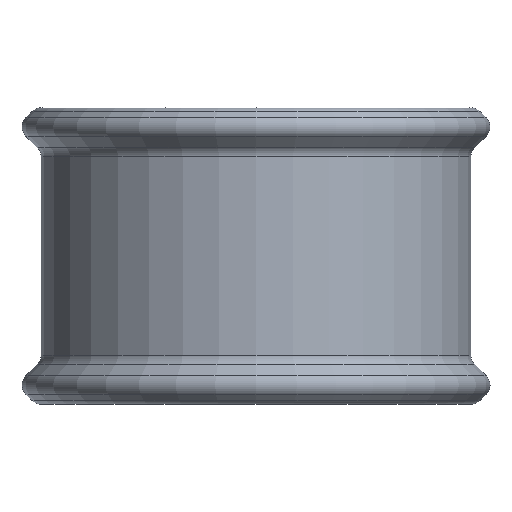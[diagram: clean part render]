
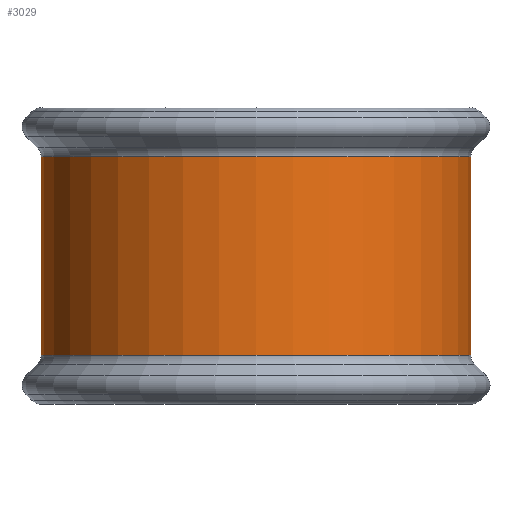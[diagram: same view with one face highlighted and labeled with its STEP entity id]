
A CAD part, front view. The second image highlights one B-rep face of the part: STEP entity #3029.
In plain terms, the highlighted cylindrical face has radius 12.509 mm (diameter 25.019 mm), a partial arc.
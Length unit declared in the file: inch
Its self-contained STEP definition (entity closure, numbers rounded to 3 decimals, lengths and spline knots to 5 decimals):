
#257 = DIRECTION ( 'NONE',  ( -1., 0., 0. ) ) ;
#645 = LINE ( 'NONE', #3915, #5493 ) ;
#783 = ORIENTED_EDGE ( 'NONE', *, *, #2445, .T. ) ;
#804 = EDGE_CURVE ( 'NONE', #5563, #2497, #1578, .T. ) ;
#850 = CARTESIAN_POINT ( 'NONE',  ( 0.4375, -0.4135, -0.22729 ) ) ;
#873 = DIRECTION ( 'NONE',  ( -1., 0., 0. ) ) ;
#1016 = VECTOR ( 'NONE', #5088, 39.37008 ) ;
#1095 = DIRECTION ( 'NONE',  ( 0., 0., 1. ) ) ;
#1324 = DIRECTION ( 'NONE',  ( 0., 0., -1. ) ) ;
#1578 = LINE ( 'NONE', #4605, #1016 ) ;
#1706 = EDGE_CURVE ( 'NONE', #2396, #2497, #5886, .T. ) ;
#1920 = DIRECTION ( 'NONE',  ( 0., 0., -1. ) ) ;
#2201 = VERTEX_POINT ( 'NONE', #850 ) ;
#2396 = VERTEX_POINT ( 'NONE', #2807 ) ;
#2445 = EDGE_CURVE ( 'NONE', #2201, #2396, #645, .T. ) ;
#2497 = VERTEX_POINT ( 'NONE', #2989 ) ;
#2616 = AXIS2_PLACEMENT_3D ( 'NONE', #5878, #3053, #257 ) ;
#2807 = CARTESIAN_POINT ( 'NONE',  ( 0.4375, -0.4135, 0.22729 ) ) ;
#2831 = EDGE_LOOP ( 'NONE', ( #783, #4313, #4010, #3750 ) ) ;
#2989 = CARTESIAN_POINT ( 'NONE',  ( -0.055, -0.906, 0.22729 ) ) ;
#3029 = ADVANCED_FACE ( 'NONE', ( #4200 ), #4861, .T. ) ;
#3053 = DIRECTION ( 'NONE',  ( 0., 0., -1. ) ) ;
#3512 = EDGE_CURVE ( 'NONE', #2201, #5563, #4199, .T. ) ;
#3750 = ORIENTED_EDGE ( 'NONE', *, *, #3512, .F. ) ;
#3817 = CARTESIAN_POINT ( 'NONE',  ( -0.055, -0.906, -0.22729 ) ) ;
#3915 = CARTESIAN_POINT ( 'NONE',  ( 0.4375, -0.4135, 0.22729 ) ) ;
#4010 = ORIENTED_EDGE ( 'NONE', *, *, #804, .F. ) ;
#4199 = CIRCLE ( 'NONE', #2616, 0.4925 ) ;
#4200 = FACE_OUTER_BOUND ( 'NONE', #2831, .T. ) ;
#4313 = ORIENTED_EDGE ( 'NONE', *, *, #1706, .T. ) ;
#4330 = AXIS2_PLACEMENT_3D ( 'NONE', #4760, #1920, #5234 ) ;
#4605 = CARTESIAN_POINT ( 'NONE',  ( -0.055, -0.906, 0.22729 ) ) ;
#4650 = AXIS2_PLACEMENT_3D ( 'NONE', #6002, #1324, #873 ) ;
#4760 = CARTESIAN_POINT ( 'NONE',  ( 0.4375, -0.906, 0.22729 ) ) ;
#4861 = CYLINDRICAL_SURFACE ( 'NONE', #4650, 0.4925 ) ;
#5088 = DIRECTION ( 'NONE',  ( 0., 0., 1. ) ) ;
#5234 = DIRECTION ( 'NONE',  ( -1., 0., 0. ) ) ;
#5493 = VECTOR ( 'NONE', #1095, 39.37008 ) ;
#5563 = VERTEX_POINT ( 'NONE', #3817 ) ;
#5878 = CARTESIAN_POINT ( 'NONE',  ( 0.4375, -0.906, -0.22729 ) ) ;
#5886 = CIRCLE ( 'NONE', #4330, 0.4925 ) ;
#6002 = CARTESIAN_POINT ( 'NONE',  ( 0.4375, -0.906, 0. ) ) ;
